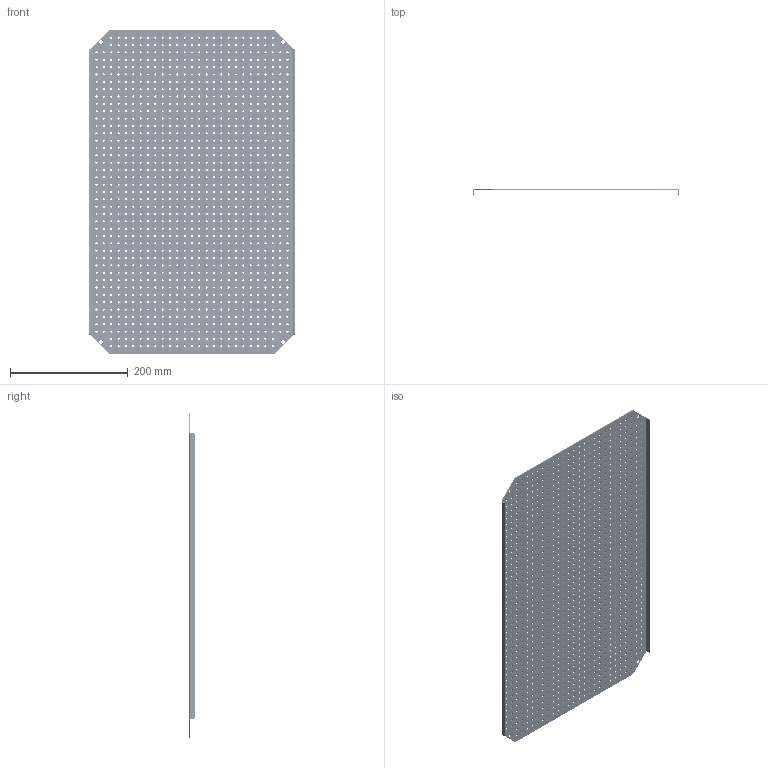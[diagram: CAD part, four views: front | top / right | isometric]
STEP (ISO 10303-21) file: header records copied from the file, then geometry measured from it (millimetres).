
FILE_DESCRIPTION (( 'STEP AP214' ), '1' );
FILE_NAME ('MPMP 6040.STEP', '2018-09-20T12:04:04', ( '' ), ( '' ), 'SwSTEP 2.0', 'SolidWorks 2017', '' );
FILE_SCHEMA (( 'AUTOMOTIVE_DESIGN' ));
Length unit declared in the file: millimetre
Products named in the file (1): MPMP 6040
Bounding box: 349.75 x 10.13 x 550 mm (x, y, z)
Volume: 279073 mm3; surface area: 394260.6 mm2
Topology: 1 solids, 1 shells, 2336 faces, 6986 edges, 4652 vertices
Faces by surface type: cylinder 2310, plane 22, bspline 4
Entity records: 86200 total; most frequent: DIRECTION 16256, CARTESIAN_POINT 14067, ORIENTED_EDGE 13972, EDGE_CURVE 6986, AXIS2_PLACEMENT_3D 6953, VERTEX_POINT 4652, EDGE_LOOP 4634, CIRCLE 4620
